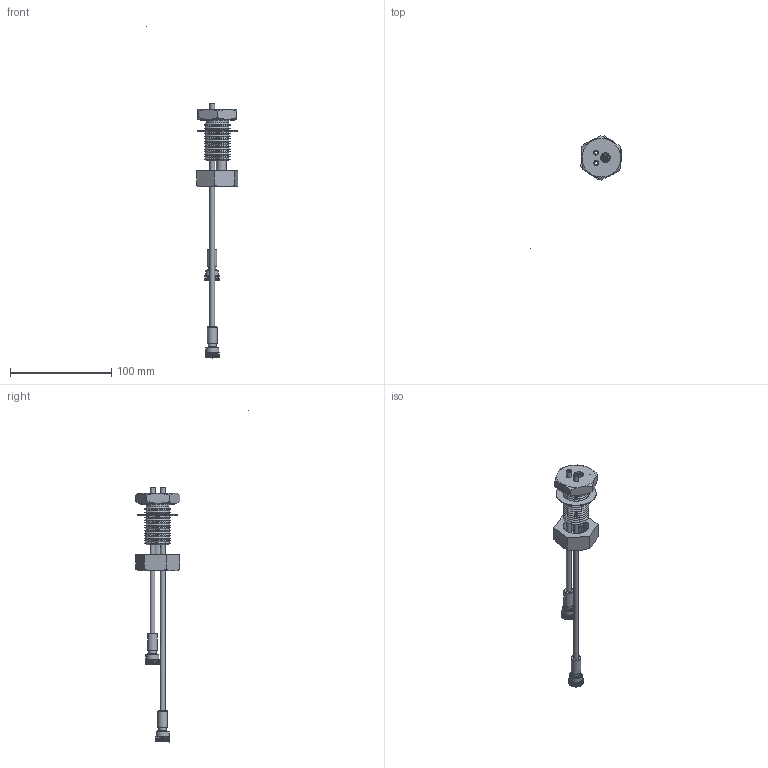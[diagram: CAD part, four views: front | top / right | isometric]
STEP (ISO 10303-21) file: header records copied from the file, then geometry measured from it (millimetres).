
FILE_DESCRIPTION(/* description */ (''),/* implementation_level */ '2;1');
FILE_NAME(/* name */ '750-624-G1_F.stp',/* time_stamp */ '2018-11-02T10:06:31-04:00',/* author */ (''),/* organization */ (''),/* preprocessor_version */ 'ST-DEVELOPER v16',/* originating_system */ 'SIEMENS PLM Software NX 10.0',/* authorisation */ '');
FILE_SCHEMA (('AUTOMOTIVE_DESIGN { 1 0 10303 214 3 1 1 1 }'));
Bounding box: 90.56 x 111.76 x 327.91 mm (x, y, z)
Volume: 26721.8 mm3; surface area: 37550.8 mm2
Topology: 5 solids, 338 shells, 472 faces, 1958 edges, 1793 vertices
Faces by surface type: bspline 335, cone 76, plane 37, cylinder 23, torus 1
Full cylindrical faces by diameter (mm): 0.127 x1, 1.016 x1, 2.21 x1, 2.286 x1, 2.311 x1, 3.048 x1, 3.493 x1, 4.762 x1, 4.851 x2, 5.08 x1, 5.309 x1, 5.563 x2, 7.493 x1, 8.128 x1, 8.738 x1, 9.525 x1, 9.55 x1, 12.7 x1, 22.225 x1
Entity records: 18446 total; most frequent: CRTPNT 10216, ORNEDG 1325, EDGCRV 1112, VRTPNT 1053, BSCWK 794, DRCTN 593, EDGLP 458, ADVFC 329
